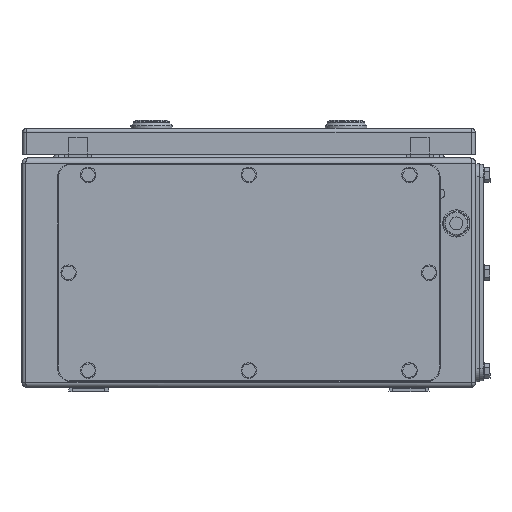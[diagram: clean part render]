
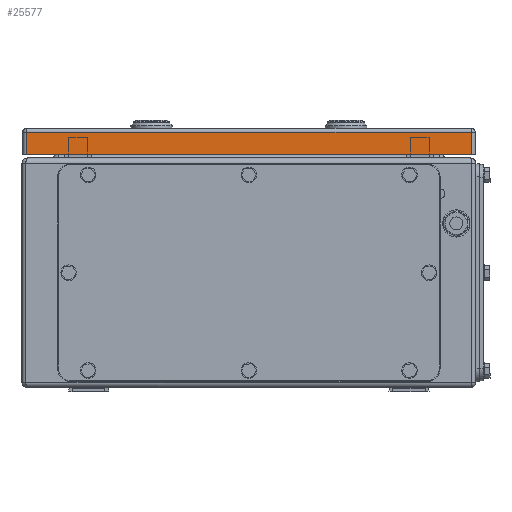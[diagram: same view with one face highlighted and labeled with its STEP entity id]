
A CAD part, left-side view. The second image highlights one B-rep face of the part: STEP entity #25577.
In plain terms, the highlighted planar face has unit normal (-1, 0, 0).
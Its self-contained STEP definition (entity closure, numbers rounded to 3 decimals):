
#25550=AXIS2_PLACEMENT_3D('Plane Axis2P3D',#25547,#25548,#25549) ;
#25413=CARTESIAN_POINT('Line Origine',(41.,186.,183.5)) ;
#25417=CARTESIAN_POINT('Vertex',(41.,357.5,183.5)) ;
#25419=CARTESIAN_POINT('Vertex',(41.,14.5,183.5)) ;
#25547=CARTESIAN_POINT('Axis2P3D Location',(41.,11.5,183.5)) ;
#25552=CARTESIAN_POINT('Line Origine',(41.,14.5,192.)) ;
#25556=CARTESIAN_POINT('Vertex',(41.,14.5,200.5)) ;
#25559=CARTESIAN_POINT('Line Origine',(41.,186.,200.5)) ;
#25563=CARTESIAN_POINT('Vertex',(41.,357.5,200.5)) ;
#25566=CARTESIAN_POINT('Line Origine',(41.,357.5,192.)) ;
#25414=DIRECTION('Vector Direction',(0.,-1.,0.)) ;
#25548=DIRECTION('Axis2P3D Direction',(-1.,0.,0.)) ;
#25549=DIRECTION('Axis2P3D XDirection',(0.,-1.,0.)) ;
#25553=DIRECTION('Vector Direction',(0.,0.,1.)) ;
#25560=DIRECTION('Vector Direction',(0.,1.,0.)) ;
#25567=DIRECTION('Vector Direction',(0.,0.,-1.)) ;
#25415=VECTOR('Line Direction',#25414,1.) ;
#25554=VECTOR('Line Direction',#25553,1.) ;
#25561=VECTOR('Line Direction',#25560,1.) ;
#25568=VECTOR('Line Direction',#25567,1.) ;
#25572=ORIENTED_EDGE('',*,*,#25558,.T.) ;
#25573=ORIENTED_EDGE('',*,*,#25565,.T.) ;
#25574=ORIENTED_EDGE('',*,*,#25570,.T.) ;
#25575=ORIENTED_EDGE('',*,*,#25421,.T.) ;
#25577=ADVANCED_FACE('51374_ASM_DE_KTB_QL_XXXxXXX_S3D-1/DE_QL_S3D-1-solid1',(#25576),#25551,.T.) ;
#25421=EDGE_CURVE('',#25418,#25420,#25416,.T.) ;
#25558=EDGE_CURVE('',#25420,#25557,#25555,.T.) ;
#25565=EDGE_CURVE('',#25557,#25564,#25562,.T.) ;
#25570=EDGE_CURVE('',#25564,#25418,#25569,.T.) ;
#25571=EDGE_LOOP('',(#25572,#25573,#25574,#25575)) ;
#25576=FACE_OUTER_BOUND('',#25571,.T.) ;
#25416=LINE('Line',#25413,#25415) ;
#25555=LINE('Line',#25552,#25554) ;
#25562=LINE('Line',#25559,#25561) ;
#25569=LINE('Line',#25566,#25568) ;
#25551=PLANE('',#25550) ;
#25418=VERTEX_POINT('',#25417) ;
#25420=VERTEX_POINT('',#25419) ;
#25557=VERTEX_POINT('',#25556) ;
#25564=VERTEX_POINT('',#25563) ;
